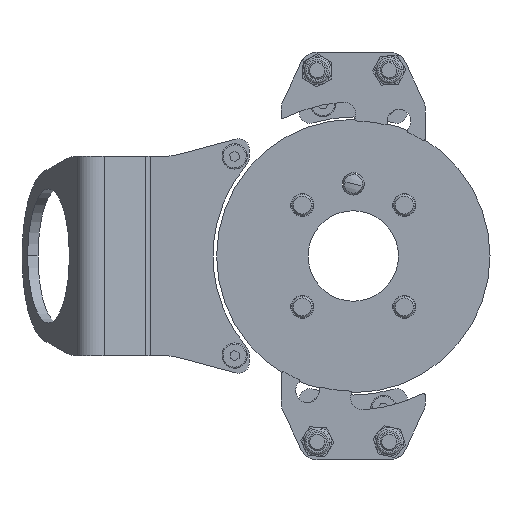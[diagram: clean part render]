
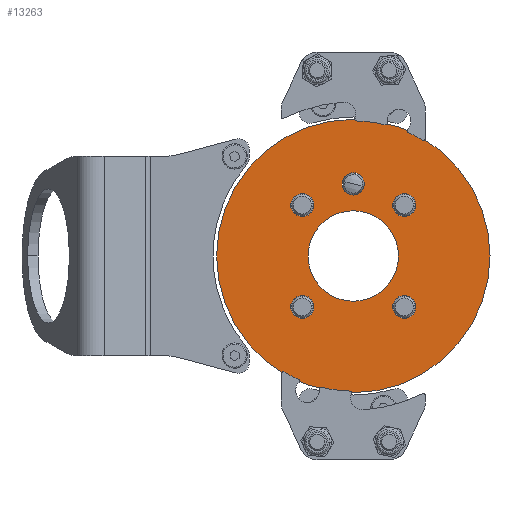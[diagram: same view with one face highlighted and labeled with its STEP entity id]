
A CAD part, left-side view. The second image highlights one B-rep face of the part: STEP entity #13263.
In plain terms, the highlighted planar face has unit normal (-1, 0, 0).
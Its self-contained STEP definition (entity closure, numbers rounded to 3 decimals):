
#84 = ORIENTED_EDGE ( 'NONE', *, *, #6015, .T. ) ;
#85 = DIRECTION ( 'NONE',  ( 0., 0., -1. ) ) ;
#119 = EDGE_LOOP ( 'NONE', ( #12254, #7409 ) ) ;
#318 = EDGE_CURVE ( 'NONE', #4406, #8466, #1046, .T. ) ;
#336 = EDGE_CURVE ( 'NONE', #13744, #5989, #1781, .T. ) ;
#783 = VERTEX_POINT ( 'NONE', #10808 ) ;
#912 = DIRECTION ( 'NONE',  ( 0., 0., -1. ) ) ;
#1046 = CIRCLE ( 'NONE', #4208, 12.55 ) ;
#1129 = FACE_BOUND ( 'NONE', #4290, .T. ) ;
#1180 = DIRECTION ( 'NONE',  ( 1., 0., 0. ) ) ;
#1186 = CIRCLE ( 'NONE', #8783, 3.1 ) ;
#1483 = CARTESIAN_POINT ( 'NONE',  ( 780., 0., 1000. ) ) ;
#1609 = DIRECTION ( 'NONE',  ( 0., 0., -1. ) ) ;
#1772 = EDGE_LOOP ( 'NONE', ( #9219, #3656 ) ) ;
#1778 = DIRECTION ( 'NONE',  ( 1., 0., 0. ) ) ;
#1781 = CIRCLE ( 'NONE', #14110, 3.2 ) ;
#1827 = CARTESIAN_POINT ( 'NONE',  ( 780., 0., 1012.55 ) ) ;
#1863 = EDGE_LOOP ( 'NONE', ( #84, #5722 ) ) ;
#1915 = ORIENTED_EDGE ( 'NONE', *, *, #12389, .T. ) ;
#1978 = AXIS2_PLACEMENT_3D ( 'NONE', #8103, #15123, #85 ) ;
#2047 = FACE_BOUND ( 'NONE', #119, .T. ) ;
#2094 = CIRCLE ( 'NONE', #7492, 3.1 ) ;
#2195 = CARTESIAN_POINT ( 'NONE',  ( 780., 0., 1020. ) ) ;
#2246 = DIRECTION ( 'NONE',  ( 0., 0., -1. ) ) ;
#2439 = EDGE_LOOP ( 'NONE', ( #1915, #8872 ) ) ;
#2493 = DIRECTION ( 'NONE',  ( 1., 0., 0. ) ) ;
#2554 = DIRECTION ( 'NONE',  ( 0., 0., -1. ) ) ;
#2559 = PLANE ( 'NONE',  #4254 ) ;
#3060 = CARTESIAN_POINT ( 'NONE',  ( 780., 14.142, 989.058 ) ) ;
#3126 = DIRECTION ( 'NONE',  ( 0., 0., -1. ) ) ;
#3131 = EDGE_CURVE ( 'NONE', #8466, #4406, #14696, .T. ) ;
#3478 = CIRCLE ( 'NONE', #9136, 3.2 ) ;
#3656 = ORIENTED_EDGE ( 'NONE', *, *, #6194, .T. ) ;
#3714 = FACE_BOUND ( 'NONE', #2439, .T. ) ;
#3718 = VERTEX_POINT ( 'NONE', #10568 ) ;
#3786 = AXIS2_PLACEMENT_3D ( 'NONE', #13389, #12109, #1609 ) ;
#3940 = CARTESIAN_POINT ( 'NONE',  ( 780., 14.142, 985.858 ) ) ;
#3959 = ORIENTED_EDGE ( 'NONE', *, *, #3131, .T. ) ;
#3982 = CIRCLE ( 'NONE', #10238, 3.2 ) ;
#4086 = CARTESIAN_POINT ( 'NONE',  ( 780., -14.142, 985.858 ) ) ;
#4208 = AXIS2_PLACEMENT_3D ( 'NONE', #7092, #8379, #14333 ) ;
#4254 = AXIS2_PLACEMENT_3D ( 'NONE', #1483, #14185, #8436 ) ;
#4290 = EDGE_LOOP ( 'NONE', ( #13953, #5821 ) ) ;
#4332 = EDGE_CURVE ( 'NONE', #783, #10296, #5143, .T. ) ;
#4406 = VERTEX_POINT ( 'NONE', #12204 ) ;
#4454 = DIRECTION ( 'NONE',  ( 0., 0., -1. ) ) ;
#4736 = EDGE_LOOP ( 'NONE', ( #14510, #7039 ) ) ;
#4834 = EDGE_CURVE ( 'NONE', #8829, #6601, #12315, .T. ) ;
#5060 = DIRECTION ( 'NONE',  ( 1., 0., 0. ) ) ;
#5143 = CIRCLE ( 'NONE', #6277, 37.95 ) ;
#5533 = VERTEX_POINT ( 'NONE', #7601 ) ;
#5691 = EDGE_CURVE ( 'NONE', #14281, #10676, #7279, .T. ) ;
#5720 = AXIS2_PLACEMENT_3D ( 'NONE', #4086, #14817, #12439 ) ;
#5722 = ORIENTED_EDGE ( 'NONE', *, *, #6566, .T. ) ;
#5821 = ORIENTED_EDGE ( 'NONE', *, *, #336, .T. ) ;
#5989 = VERTEX_POINT ( 'NONE', #13057 ) ;
#6015 = EDGE_CURVE ( 'NONE', #5533, #14051, #3478, .T. ) ;
#6194 = EDGE_CURVE ( 'NONE', #10676, #14281, #14415, .T. ) ;
#6247 = CARTESIAN_POINT ( 'NONE',  ( 780., 14.142, 1010.942 ) ) ;
#6277 = AXIS2_PLACEMENT_3D ( 'NONE', #6338, #14488, #14585 ) ;
#6338 = CARTESIAN_POINT ( 'NONE',  ( 780., 0., 1000. ) ) ;
#6438 = FACE_BOUND ( 'NONE', #14368, .T. ) ;
#6472 = ORIENTED_EDGE ( 'NONE', *, *, #318, .T. ) ;
#6566 = EDGE_CURVE ( 'NONE', #14051, #5533, #13133, .T. ) ;
#6601 = VERTEX_POINT ( 'NONE', #6247 ) ;
#6640 = DIRECTION ( 'NONE',  ( 1., 0., 0. ) ) ;
#7039 = ORIENTED_EDGE ( 'NONE', *, *, #4332, .F. ) ;
#7092 = CARTESIAN_POINT ( 'NONE',  ( 780., 0., 1000. ) ) ;
#7233 = CARTESIAN_POINT ( 'NONE',  ( 780., -14.142, 1017.342 ) ) ;
#7279 = CIRCLE ( 'NONE', #8157, 3.2 ) ;
#7333 = AXIS2_PLACEMENT_3D ( 'NONE', #14165, #2493, #12896 ) ;
#7409 = ORIENTED_EDGE ( 'NONE', *, *, #8495, .T. ) ;
#7492 = AXIS2_PLACEMENT_3D ( 'NONE', #2195, #1180, #2246 ) ;
#7601 = CARTESIAN_POINT ( 'NONE',  ( 780., 14.142, 982.658 ) ) ;
#7803 = CARTESIAN_POINT ( 'NONE',  ( 780., 0., 1020. ) ) ;
#7913 = DIRECTION ( 'NONE',  ( 1., 0., 0. ) ) ;
#8016 = EDGE_CURVE ( 'NONE', #3718, #8429, #2094, .T. ) ;
#8019 = CARTESIAN_POINT ( 'NONE',  ( 780., 0., 1000. ) ) ;
#8103 = CARTESIAN_POINT ( 'NONE',  ( 780., 14.142, 1014.142 ) ) ;
#8157 = AXIS2_PLACEMENT_3D ( 'NONE', #13674, #6640, #3126 ) ;
#8379 = DIRECTION ( 'NONE',  ( 1., 0., 0. ) ) ;
#8429 = VERTEX_POINT ( 'NONE', #11261 ) ;
#8436 = DIRECTION ( 'NONE',  ( 0., 0., -1. ) ) ;
#8466 = VERTEX_POINT ( 'NONE', #1827 ) ;
#8495 = EDGE_CURVE ( 'NONE', #8429, #3718, #1186, .T. ) ;
#8783 = AXIS2_PLACEMENT_3D ( 'NONE', #7803, #13803, #11561 ) ;
#8829 = VERTEX_POINT ( 'NONE', #13400 ) ;
#8872 = ORIENTED_EDGE ( 'NONE', *, *, #4834, .T. ) ;
#9086 = DIRECTION ( 'NONE',  ( 1., 0., 0. ) ) ;
#9136 = AXIS2_PLACEMENT_3D ( 'NONE', #3940, #5060, #13409 ) ;
#9219 = ORIENTED_EDGE ( 'NONE', *, *, #5691, .T. ) ;
#9540 = FACE_BOUND ( 'NONE', #1863, .T. ) ;
#9565 = EDGE_CURVE ( 'NONE', #10296, #783, #13605, .T. ) ;
#9761 = CARTESIAN_POINT ( 'NONE',  ( 780., 0., 1037.95 ) ) ;
#9947 = AXIS2_PLACEMENT_3D ( 'NONE', #12292, #1778, #11155 ) ;
#10075 = CARTESIAN_POINT ( 'NONE',  ( 780., -14.142, 989.058 ) ) ;
#10238 = AXIS2_PLACEMENT_3D ( 'NONE', #13766, #7913, #912 ) ;
#10296 = VERTEX_POINT ( 'NONE', #9761 ) ;
#10481 = FACE_BOUND ( 'NONE', #1772, .T. ) ;
#10568 = CARTESIAN_POINT ( 'NONE',  ( 780., 0., 1016.9 ) ) ;
#10676 = VERTEX_POINT ( 'NONE', #10075 ) ;
#10808 = CARTESIAN_POINT ( 'NONE',  ( 780., 0., 962.05 ) ) ;
#11155 = DIRECTION ( 'NONE',  ( 0., 0., -1. ) ) ;
#11220 = FACE_OUTER_BOUND ( 'NONE', #4736, .T. ) ;
#11261 = CARTESIAN_POINT ( 'NONE',  ( 780., 0., 1023.1 ) ) ;
#11561 = DIRECTION ( 'NONE',  ( 0., 0., -1. ) ) ;
#12109 = DIRECTION ( 'NONE',  ( 1., 0., 0. ) ) ;
#12204 = CARTESIAN_POINT ( 'NONE',  ( 780., 0., 987.45 ) ) ;
#12254 = ORIENTED_EDGE ( 'NONE', *, *, #8016, .T. ) ;
#12292 = CARTESIAN_POINT ( 'NONE',  ( 780., -14.142, 1014.142 ) ) ;
#12315 = CIRCLE ( 'NONE', #1978, 3.2 ) ;
#12389 = EDGE_CURVE ( 'NONE', #6601, #8829, #3982, .T. ) ;
#12439 = DIRECTION ( 'NONE',  ( 0., 0., -1. ) ) ;
#12887 = CARTESIAN_POINT ( 'NONE',  ( 780., -14.142, 982.658 ) ) ;
#12896 = DIRECTION ( 'NONE',  ( 0., 0., -1. ) ) ;
#13057 = CARTESIAN_POINT ( 'NONE',  ( 780., -14.142, 1010.942 ) ) ;
#13119 = DIRECTION ( 'NONE',  ( 1., 0., 0. ) ) ;
#13133 = CIRCLE ( 'NONE', #3786, 3.2 ) ;
#13164 = CARTESIAN_POINT ( 'NONE',  ( 780., -14.142, 1014.142 ) ) ;
#13263 = ADVANCED_FACE ( 'NONE', ( #3714, #9540, #10481, #1129, #2047, #11220, #6438 ), #2559, .F. ) ;
#13389 = CARTESIAN_POINT ( 'NONE',  ( 780., 14.142, 985.858 ) ) ;
#13400 = CARTESIAN_POINT ( 'NONE',  ( 780., 14.142, 1017.342 ) ) ;
#13409 = DIRECTION ( 'NONE',  ( 0., 0., -1. ) ) ;
#13605 = CIRCLE ( 'NONE', #15177, 37.95 ) ;
#13674 = CARTESIAN_POINT ( 'NONE',  ( 780., -14.142, 985.858 ) ) ;
#13744 = VERTEX_POINT ( 'NONE', #7233 ) ;
#13766 = CARTESIAN_POINT ( 'NONE',  ( 780., 14.142, 1014.142 ) ) ;
#13803 = DIRECTION ( 'NONE',  ( 1., 0., 0. ) ) ;
#13861 = EDGE_CURVE ( 'NONE', #5989, #13744, #13939, .T. ) ;
#13939 = CIRCLE ( 'NONE', #9947, 3.2 ) ;
#13953 = ORIENTED_EDGE ( 'NONE', *, *, #13861, .T. ) ;
#14051 = VERTEX_POINT ( 'NONE', #3060 ) ;
#14110 = AXIS2_PLACEMENT_3D ( 'NONE', #13164, #13119, #2554 ) ;
#14165 = CARTESIAN_POINT ( 'NONE',  ( 780., 0., 1000. ) ) ;
#14185 = DIRECTION ( 'NONE',  ( 1., 0., 0. ) ) ;
#14281 = VERTEX_POINT ( 'NONE', #12887 ) ;
#14333 = DIRECTION ( 'NONE',  ( 0., 0., -1. ) ) ;
#14368 = EDGE_LOOP ( 'NONE', ( #3959, #6472 ) ) ;
#14415 = CIRCLE ( 'NONE', #5720, 3.2 ) ;
#14488 = DIRECTION ( 'NONE',  ( 1., 0., 0. ) ) ;
#14510 = ORIENTED_EDGE ( 'NONE', *, *, #9565, .F. ) ;
#14585 = DIRECTION ( 'NONE',  ( 0., 0., -1. ) ) ;
#14696 = CIRCLE ( 'NONE', #7333, 12.55 ) ;
#14817 = DIRECTION ( 'NONE',  ( 1., 0., 0. ) ) ;
#15123 = DIRECTION ( 'NONE',  ( 1., 0., 0. ) ) ;
#15177 = AXIS2_PLACEMENT_3D ( 'NONE', #8019, #9086, #4454 ) ;
